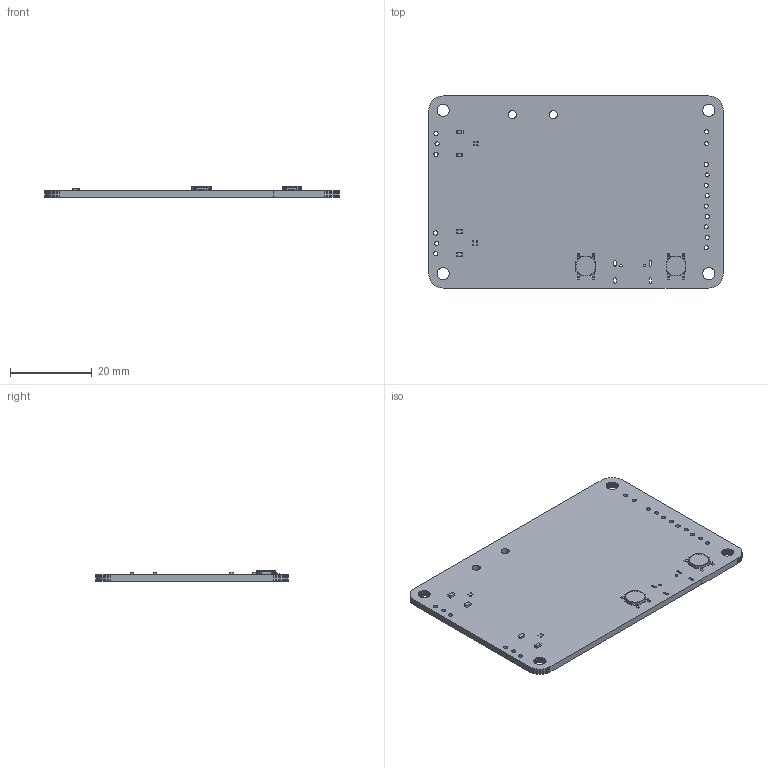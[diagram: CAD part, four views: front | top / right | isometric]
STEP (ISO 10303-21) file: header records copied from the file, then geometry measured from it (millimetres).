
FILE_DESCRIPTION(('KiCad electronic assembly'),'2;1');
FILE_NAME('mini_motor_go_V1_rev2.step','2023-10-25T13:05:14',('Pcbnew'), ('Kicad'),'Open CASCADE STEP processor 7.6','KiCad to STEP converter', 'Unknown');
FILE_SCHEMA(('AUTOMOTIVE_DESIGN { 1 0 10303 214 1 1 1 1 }'));
Length unit declared in the file: millimetre
Products named in the file (6): mini_motor_go_V1_rev2 1; RC0603FR-7W10KL; COMPOUND; PTS526_SM08_SMTR2_LFS; mini_motor_go_V1_rev2 PCB
Assembly tree (9 placements, depth 3):
  mini_motor_go_V1_rev2 1
    RC0603FR-7W10KL  x4
      COMPOUND
    PTS526_SM08_SMTR2_LFS  x2
      COMPOUND
    mini_motor_go_V1_rev2 PCB
Bounding box: 72.01 x 47 x 2.53 mm (x, y, z)
Volume: 5285.3 mm3; surface area: 7440.7 mm2
Topology: 25 solids, 25 shells, 588 faces, 1614 edges, 1076 vertices
Faces by surface type: plane 525, cylinder 63
Full cylindrical faces by diameter (mm): 0.3 x8, 1.016 x17, 2 x2
Entity records: 32253 total; most frequent: CARTESIAN_POINT 5682, DIRECTION 4876, LINE 3744, VECTOR 3744, ORIENTED_EDGE 2616, PCURVE 2616, DEFINITIONAL_REPRESENTATION 2616, EDGE_CURVE 1308
